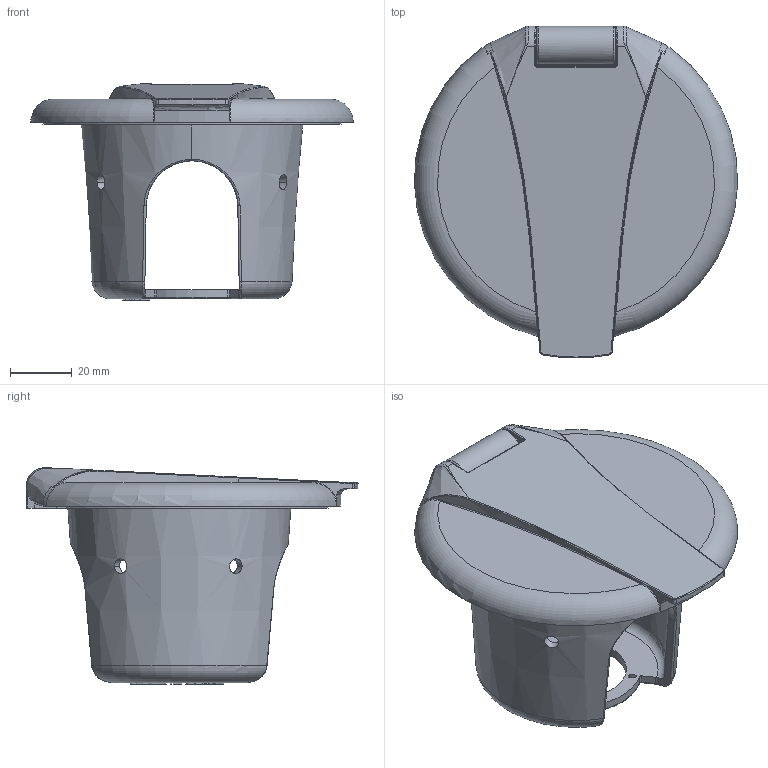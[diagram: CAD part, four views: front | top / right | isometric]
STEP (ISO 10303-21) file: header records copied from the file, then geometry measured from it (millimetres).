
FILE_DESCRIPTION((''),'2;1');
FILE_NAME('JIETOU-ALL_ASM','2019-07-19T',('Administrator'),(''),'PRO/ENGINEER BY PARAMETRIC TECHNOLOGY CORPORATION, 2010280','PRO/ENGINEER BY PARAMETRIC TECHNOLOGY CORPORATION, 2010280','');
FILE_SCHEMA(('CONFIG_CONTROL_DESIGN'));
Products named in the file (3): 2-1; 2-2; JIETOU-ALL_ASM
Assembly tree (2 placements, depth 2):
  JIETOU-ALL_ASM
    2-1
    2-2
Bounding box: 104.86 x 107.74 x 70.29 mm (x, y, z)
Volume: 76433.1 mm3; surface area: 54150.3 mm2
Topology: 14 solids, 14 shells, 1112 faces, 2979 edges, 1920 vertices
Faces by surface type: plane 699, bspline 174, cylinder 121, cone 50, torus 46, extrusion 20, sphere 2
Entity records: 47680 total; most frequent: CARTESIAN_POINT 21312, ORIENTED_EDGE 5958, DIRECTION 4637, EDGE_CURVE 2979, VECTOR 2029, LINE 2009, VERTEX_POINT 1920, AXIS2_PLACEMENT_3D 1304
